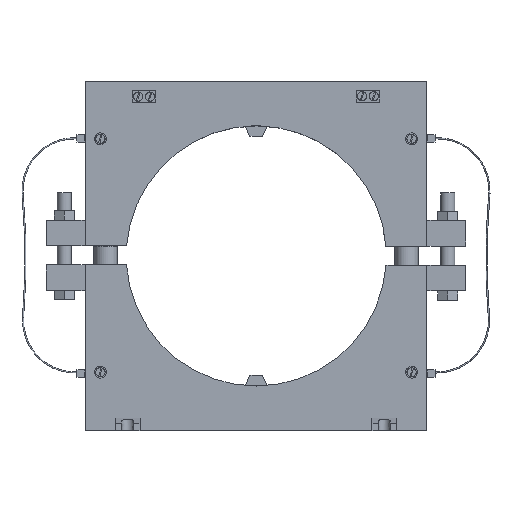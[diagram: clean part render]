
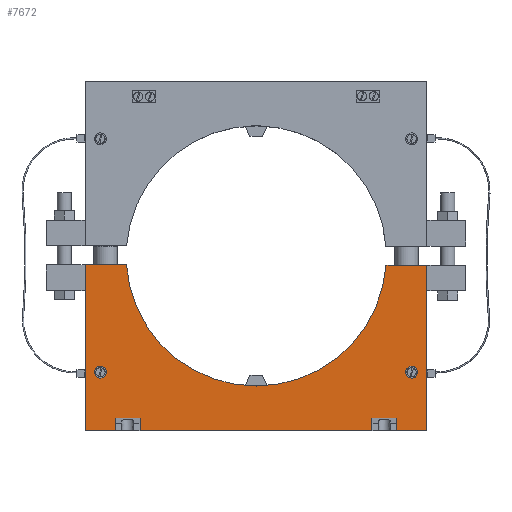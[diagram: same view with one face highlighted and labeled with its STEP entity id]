
A CAD part, top view. The second image highlights one B-rep face of the part: STEP entity #7672.
In plain terms, the highlighted planar face has unit normal (0, 0, 1).
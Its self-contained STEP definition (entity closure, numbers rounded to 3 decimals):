
#6909=CARTESIAN_POINT('',(65.702,22.816,12.5));
#6910=VERTEX_POINT('',#6909);
#6919=CARTESIAN_POINT('',(69.044,24.086,12.5));
#6920=VERTEX_POINT('',#6919);
#6921=CARTESIAN_POINT('',(66.738,25.122,12.5));
#6922=DIRECTION('',(0.0,0.0,-1.0));
#6923=DIRECTION('',(-0.41,-0.912,0.0));
#6924=AXIS2_PLACEMENT_3D('',#6921,#6922,#6923);
#6925=CIRCLE('',#6924,2.528);
#6926=EDGE_CURVE('',#6920,#6910,#6925,.T.);
#6928=CARTESIAN_POINT('',(67.774,27.428,12.5));
#6929=VERTEX_POINT('',#6928);
#6930=CARTESIAN_POINT('',(66.738,25.122,12.5));
#6931=DIRECTION('',(0.0,0.0,-1.0));
#6932=DIRECTION('',(-0.41,-0.912,0.0));
#6933=AXIS2_PLACEMENT_3D('',#6930,#6931,#6932);
#6934=CIRCLE('',#6933,2.528);
#6935=EDGE_CURVE('',#6929,#6920,#6934,.T.);
#7054=CARTESIAN_POINT('',(-67.774,22.816,12.5));
#7055=VERTEX_POINT('',#7054);
#7064=CARTESIAN_POINT('',(-64.432,24.085,12.5));
#7065=VERTEX_POINT('',#7064);
#7066=CARTESIAN_POINT('',(-66.738,25.122,12.5));
#7067=DIRECTION('',(0.0,0.0,-1.0));
#7068=DIRECTION('',(-0.41,-0.912,0.0));
#7069=AXIS2_PLACEMENT_3D('',#7066,#7067,#7068);
#7070=CIRCLE('',#7069,2.528);
#7071=EDGE_CURVE('',#7065,#7055,#7070,.T.);
#7073=CARTESIAN_POINT('',(-65.701,27.427,12.5));
#7074=VERTEX_POINT('',#7073);
#7075=CARTESIAN_POINT('',(-66.738,25.122,12.5));
#7076=DIRECTION('',(0.0,0.0,-1.0));
#7077=DIRECTION('',(-0.41,-0.912,0.0));
#7078=AXIS2_PLACEMENT_3D('',#7075,#7076,#7077);
#7079=CIRCLE('',#7078,2.528);
#7080=EDGE_CURVE('',#7074,#7065,#7079,.T.);
#7123=CARTESIAN_POINT('',(-66.738,25.122,12.5));
#7124=DIRECTION('',(0.0,0.0,-1.0));
#7125=DIRECTION('',(-0.41,-0.912,0.0));
#7126=AXIS2_PLACEMENT_3D('',#7123,#7124,#7125);
#7127=CIRCLE('',#7126,2.528);
#7128=EDGE_CURVE('',#7055,#7074,#7127,.T.);
#7299=CARTESIAN_POINT('',(66.738,25.122,12.5));
#7300=DIRECTION('',(0.0,0.0,-1.0));
#7301=DIRECTION('',(-0.41,-0.912,0.0));
#7302=AXIS2_PLACEMENT_3D('',#7299,#7300,#7301);
#7303=CIRCLE('',#7302,2.528);
#7304=EDGE_CURVE('',#6910,#6929,#7303,.T.);
#7466=CARTESIAN_POINT('',(-55.564,71.17,12.5));
#7467=VERTEX_POINT('',#7466);
#7468=CARTESIAN_POINT('',(55.74,71.02,12.5));
#7469=VERTEX_POINT('',#7468);
#7470=CARTESIAN_POINT('',(0.093,75.,12.5));
#7471=DIRECTION('',(0.0,0.0,1.0));
#7472=DIRECTION('',(-0.001,-1.,0.0));
#7473=AXIS2_PLACEMENT_3D('',#7470,#7471,#7472);
#7474=CIRCLE('',#7473,55.789);
#7475=EDGE_CURVE('',#7467,#7469,#7474,.T.);
#7508=CARTESIAN_POINT('',(73.31,71.02,12.5));
#7509=VERTEX_POINT('',#7508);
#7510=CARTESIAN_POINT('',(55.74,71.02,12.5));
#7511=DIRECTION('',(1.0,0.0,0.0));
#7512=VECTOR('',#7511,17.571);
#7513=LINE('',#7510,#7512);
#7514=EDGE_CURVE('',#7469,#7509,#7513,.T.);
#7539=CARTESIAN_POINT('',(73.31,0.0,12.5));
#7540=VERTEX_POINT('',#7539);
#7541=CARTESIAN_POINT('',(73.31,71.02,12.5));
#7542=DIRECTION('',(0.0,-1.0,0.0));
#7543=VECTOR('',#7542,71.02);
#7544=LINE('',#7541,#7543);
#7545=EDGE_CURVE('',#7509,#7540,#7544,.T.);
#7570=CARTESIAN_POINT('',(-73.31,0.0,12.5));
#7571=VERTEX_POINT('',#7570);
#7572=CARTESIAN_POINT('',(73.31,0.0,12.5));
#7573=DIRECTION('',(-1.0,0.0,0.0));
#7574=VECTOR('',#7573,146.621);
#7575=LINE('',#7572,#7574);
#7576=EDGE_CURVE('',#7540,#7571,#7575,.T.);
#7601=CARTESIAN_POINT('',(-73.311,71.17,12.5));
#7602=VERTEX_POINT('',#7601);
#7603=CARTESIAN_POINT('',(-73.31,0.,12.5));
#7604=DIRECTION('',(0.,1.,0.0));
#7605=VECTOR('',#7604,71.17);
#7606=LINE('',#7603,#7605);
#7607=EDGE_CURVE('',#7571,#7602,#7606,.T.);
#7632=CARTESIAN_POINT('',(-73.311,71.17,12.5));
#7633=DIRECTION('',(1.0,0.0,0.0));
#7634=VECTOR('',#7633,17.746);
#7635=LINE('',#7632,#7634);
#7636=EDGE_CURVE('',#7602,#7467,#7635,.T.);
#7649=CARTESIAN_POINT('',(-0.026,29.42,12.5));
#7650=DIRECTION('',(0.0,0.0,1.0));
#7651=DIRECTION('',(1.0,0.0,0.0));
#7652=AXIS2_PLACEMENT_3D('',#7649,#7650,#7651);
#7653=PLANE('',#7652);
#7654=ORIENTED_EDGE('',*,*,#7475,.F.);
#7655=ORIENTED_EDGE('',*,*,#7636,.F.);
#7656=ORIENTED_EDGE('',*,*,#7607,.F.);
#7657=ORIENTED_EDGE('',*,*,#7576,.F.);
#7658=ORIENTED_EDGE('',*,*,#7545,.F.);
#7659=ORIENTED_EDGE('',*,*,#7514,.F.);
#7660=EDGE_LOOP('',(#7654,#7655,#7656,#7657,#7658,#7659));
#7661=FACE_OUTER_BOUND('',#7660,.T.);
#7662=ORIENTED_EDGE('',*,*,#7071,.T.);
#7663=ORIENTED_EDGE('',*,*,#7128,.T.);
#7664=ORIENTED_EDGE('',*,*,#7080,.T.);
#7665=EDGE_LOOP('',(#7662,#7663,#7664));
#7666=FACE_BOUND('',#7665,.T.);
#7667=ORIENTED_EDGE('',*,*,#6926,.T.);
#7668=ORIENTED_EDGE('',*,*,#7304,.T.);
#7669=ORIENTED_EDGE('',*,*,#6935,.T.);
#7670=EDGE_LOOP('',(#7667,#7668,#7669));
#7671=FACE_BOUND('',#7670,.T.);
#7672=ADVANCED_FACE('',(#7661,#7666,#7671),#7653,.T.);
